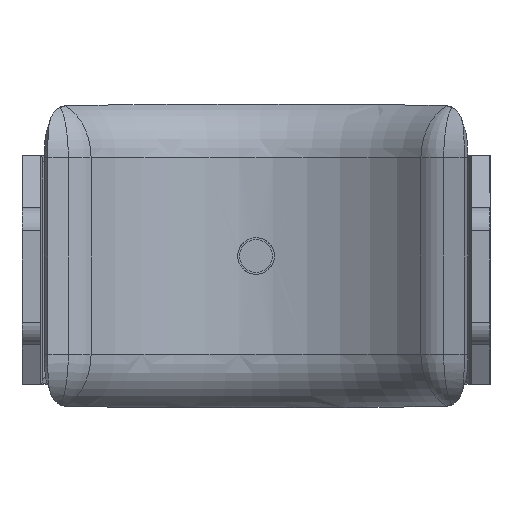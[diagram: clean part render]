
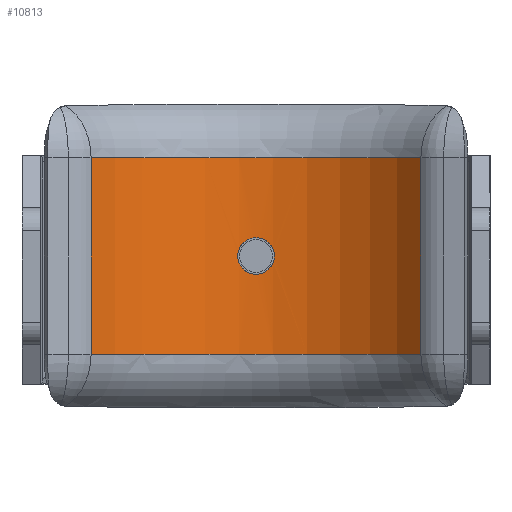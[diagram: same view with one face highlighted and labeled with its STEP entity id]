
A CAD part, front view. The second image highlights one B-rep face of the part: STEP entity #10813.
In plain terms, the highlighted cylindrical face has radius 23 mm (diameter 46 mm), a partial arc.
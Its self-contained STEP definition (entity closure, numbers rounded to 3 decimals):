
#124 = CARTESIAN_POINT ( 'NONE',  ( 1.228, 10.835, -1.6 ) ) ;
#203 = CARTESIAN_POINT ( 'NONE',  ( -0.262, 10.866, 1.987 ) ) ;
#230 = DIRECTION ( 'NONE',  ( 0., 0., 1. ) ) ;
#283 = CARTESIAN_POINT ( 'NONE',  ( -0.52, 10.862, -1.936 ) ) ;
#356 = CARTESIAN_POINT ( 'NONE',  ( 1.59, 10.812, -1.221 ) ) ;
#378 = DIRECTION ( 'NONE',  ( 0., 0., 1. ) ) ;
#384 = DIRECTION ( 'NONE',  ( 1., 0., 0. ) ) ;
#435 = CARTESIAN_POINT ( 'NONE',  ( 1.231, 10.835, 1.598 ) ) ;
#515 = CARTESIAN_POINT ( 'NONE',  ( 1.737, 10.802, 1. ) ) ;
#1237 = CARTESIAN_POINT ( 'NONE',  ( -1.219, 10.835, 1.591 ) ) ;
#1467 = CARTESIAN_POINT ( 'NONE',  ( -0.887, 10.85, -1.797 ) ) ;
#1579 = EDGE_CURVE ( 'NONE', #15372, #15372, #4213, .T. ) ;
#1877 = VERTEX_POINT ( 'NONE', #15286 ) ;
#1942 = CARTESIAN_POINT ( 'NONE',  ( 1.507, 10.818, 1.321 ) ) ;
#2011 = CARTESIAN_POINT ( 'NONE',  ( 0., -12.133, -10.717 ) ) ;
#2421 = CARTESIAN_POINT ( 'NONE',  ( 0., 10.867, 2. ) ) ;
#2472 = CARTESIAN_POINT ( 'NONE',  ( 17.973, 2.219, -10.717 ) ) ;
#2498 = CARTESIAN_POINT ( 'NONE',  ( -2., 10.78, -0.129 ) ) ;
#2504 = EDGE_CURVE ( 'NONE', #8493, #1877, #14905, .T. ) ;
#2808 = ORIENTED_EDGE ( 'NONE', *, *, #2504, .T. ) ;
#2856 = CIRCLE ( 'NONE', #6401, 23. ) ;
#2964 = CARTESIAN_POINT ( 'NONE',  ( 0.527, 10.862, 1.947 ) ) ;
#3132 = CARTESIAN_POINT ( 'NONE',  ( 1.987, 10.781, -0.264 ) ) ;
#3187 = ORIENTED_EDGE ( 'NONE', *, *, #11187, .T. ) ;
#3505 = DIRECTION ( 'NONE',  ( 0., 0., 1. ) ) ;
#3768 = CARTESIAN_POINT ( 'NONE',  ( -1.591, 10.812, -1.219 ) ) ;
#3841 = CARTESIAN_POINT ( 'NONE',  ( -1.322, 10.829, 1.506 ) ) ;
#3920 = CARTESIAN_POINT ( 'NONE',  ( 0.524, 10.862, -1.948 ) ) ;
#4071 = CARTESIAN_POINT ( 'NONE',  ( 1.797, 10.797, -0.889 ) ) ;
#4213 = B_SPLINE_CURVE_WITH_KNOTS ( 'NONE', 3,
 ( #2421, #8664, #203, #5031, #8508, #13403, #7553, #1237, #3841, #10887, #6375, #7472, #4873, #2498, #11123, #7324, #9857, #12307, #14659, #3768, #13481, #13555, #11198, #12151, #1467, #6299, #283, #5107, #6139, #9930, #3920, #10970, #124, #4952, #356, #10089, #4071, #12624, #10409, #3132, #14883, #12785, #13791, #10334, #8901, #11282, #515, #13704, #1942, #435, #15210, #2964, #7711, #13946 ),
 .UNSPECIFIED., .T., .F.,
 ( 4, 2, 2, 2, 2, 2, 2, 2, 2, 2, 2, 2, 2, 2, 2, 2, 2, 2, 2, 2, 2, 2, 2, 2, 2, 2, 4 ),
 ( 0., 0., 0.001, 0.001, 0.002, 0.002, 0.003, 0.004, 0.004, 0.004, 0.005, 0.005, 0.005, 0.006, 0.006, 0.007, 0.008, 0.008, 0.009, 0.009, 0.009, 0.01, 0.01, 0.011, 0.011, 0.012, 0.013 ),
 .UNSPECIFIED. ) ;
#4364 = FACE_BOUND ( 'NONE', #7846, .T. ) ;
#4604 = EDGE_CURVE ( 'NONE', #8493, #5092, #2856, .T. ) ;
#4873 = CARTESIAN_POINT ( 'NONE',  ( -2., 10.78, 0.262 ) ) ;
#4952 = CARTESIAN_POINT ( 'NONE',  ( 1.505, 10.818, -1.323 ) ) ;
#5031 = CARTESIAN_POINT ( 'NONE',  ( -0.518, 10.862, 1.936 ) ) ;
#5092 = VERTEX_POINT ( 'NONE', #15324 ) ;
#5107 = CARTESIAN_POINT ( 'NONE',  ( -0.264, 10.866, -1.987 ) ) ;
#5316 = CYLINDRICAL_SURFACE ( 'NONE', #6749, 23. ) ;
#5554 = FACE_OUTER_BOUND ( 'NONE', #8460, .T. ) ;
#6139 = CARTESIAN_POINT ( 'NONE',  ( -0.131, 10.867, -2. ) ) ;
#6299 = CARTESIAN_POINT ( 'NONE',  ( -0.645, 10.858, -1.898 ) ) ;
#6375 = CARTESIAN_POINT ( 'NONE',  ( -1.748, 10.801, 1.007 ) ) ;
#6397 = CARTESIAN_POINT ( 'NONE',  ( -17.973, 2.219, -17.5 ) ) ;
#6401 = AXIS2_PLACEMENT_3D ( 'NONE', #2011, #3505, #15435 ) ;
#6663 = DIRECTION ( 'NONE',  ( 0., 0., 1. ) ) ;
#6749 = AXIS2_PLACEMENT_3D ( 'NONE', #10381, #6663, #11494 ) ;
#7324 = CARTESIAN_POINT ( 'NONE',  ( -1.936, 10.785, -0.519 ) ) ;
#7342 = VECTOR ( 'NONE', #378, 1000. ) ;
#7472 = CARTESIAN_POINT ( 'NONE',  ( -1.947, 10.785, 0.525 ) ) ;
#7553 = CARTESIAN_POINT ( 'NONE',  ( -1.002, 10.845, 1.736 ) ) ;
#7711 = CARTESIAN_POINT ( 'NONE',  ( 0.264, 10.867, 2. ) ) ;
#7846 = EDGE_LOOP ( 'NONE', ( #9402 ) ) ;
#8460 = EDGE_LOOP ( 'NONE', ( #9917, #9812, #2808, #3187 ) ) ;
#8493 = VERTEX_POINT ( 'NONE', #2472 ) ;
#8508 = CARTESIAN_POINT ( 'NONE',  ( -0.645, 10.858, 1.898 ) ) ;
#8664 = CARTESIAN_POINT ( 'NONE',  ( -0.132, 10.867, 2. ) ) ;
#8901 = CARTESIAN_POINT ( 'NONE',  ( 1.898, 10.789, 0.643 ) ) ;
#9402 = ORIENTED_EDGE ( 'NONE', *, *, #1579, .F. ) ;
#9781 = AXIS2_PLACEMENT_3D ( 'NONE', #11073, #230, #384 ) ;
#9812 = ORIENTED_EDGE ( 'NONE', *, *, #4604, .F. ) ;
#9857 = CARTESIAN_POINT ( 'NONE',  ( -1.898, 10.789, -0.643 ) ) ;
#9917 = ORIENTED_EDGE ( 'NONE', *, *, #15334, .F. ) ;
#9930 = CARTESIAN_POINT ( 'NONE',  ( 0.26, 10.867, -2. ) ) ;
#10089 = CARTESIAN_POINT ( 'NONE',  ( 1.735, 10.802, -1.003 ) ) ;
#10334 = CARTESIAN_POINT ( 'NONE',  ( 1.937, 10.785, 0.516 ) ) ;
#10381 = CARTESIAN_POINT ( 'NONE',  ( 0., -12.133, -17.5 ) ) ;
#10409 = CARTESIAN_POINT ( 'NONE',  ( 1.936, 10.785, -0.52 ) ) ;
#10813 = ADVANCED_FACE ( 'NONE', ( #4364, #5554 ), #5316, .F. ) ;
#10887 = CARTESIAN_POINT ( 'NONE',  ( -1.599, 10.812, 1.23 ) ) ;
#10966 = VECTOR ( 'NONE', #15075, 1000. ) ;
#10970 = CARTESIAN_POINT ( 'NONE',  ( 1.005, 10.846, -1.749 ) ) ;
#11073 = CARTESIAN_POINT ( 'NONE',  ( 0., -12.133, 10.717 ) ) ;
#11123 = CARTESIAN_POINT ( 'NONE',  ( -1.987, 10.781, -0.262 ) ) ;
#11187 = EDGE_CURVE ( 'NONE', #1877, #14879, #13061, .T. ) ;
#11198 = CARTESIAN_POINT ( 'NONE',  ( -1.221, 10.835, -1.59 ) ) ;
#11282 = CARTESIAN_POINT ( 'NONE',  ( 1.798, 10.797, 0.886 ) ) ;
#11494 = DIRECTION ( 'NONE',  ( 1., 0., 0. ) ) ;
#11847 = CARTESIAN_POINT ( 'NONE',  ( -17.973, 2.219, 10.717 ) ) ;
#12151 = CARTESIAN_POINT ( 'NONE',  ( -1.004, 10.845, -1.735 ) ) ;
#12307 = CARTESIAN_POINT ( 'NONE',  ( -1.798, 10.797, -0.885 ) ) ;
#12405 = CARTESIAN_POINT ( 'NONE',  ( 17.973, 2.219, -17.5 ) ) ;
#12624 = CARTESIAN_POINT ( 'NONE',  ( 1.897, 10.789, -0.647 ) ) ;
#12785 = CARTESIAN_POINT ( 'NONE',  ( 2., 10.78, 0.13 ) ) ;
#12871 = CARTESIAN_POINT ( 'NONE',  ( 0., 10.867, 2. ) ) ;
#13061 = CIRCLE ( 'NONE', #9781, 23. ) ;
#13403 = CARTESIAN_POINT ( 'NONE',  ( -0.887, 10.85, 1.797 ) ) ;
#13481 = CARTESIAN_POINT ( 'NONE',  ( -1.508, 10.818, -1.32 ) ) ;
#13555 = CARTESIAN_POINT ( 'NONE',  ( -1.322, 10.829, -1.507 ) ) ;
#13704 = CARTESIAN_POINT ( 'NONE',  ( 1.592, 10.812, 1.218 ) ) ;
#13791 = CARTESIAN_POINT ( 'NONE',  ( 1.987, 10.781, 0.26 ) ) ;
#13898 = LINE ( 'NONE', #6397, #10966 ) ;
#13946 = CARTESIAN_POINT ( 'NONE',  ( 0., 10.867, 2. ) ) ;
#14659 = CARTESIAN_POINT ( 'NONE',  ( -1.736, 10.802, -1.002 ) ) ;
#14879 = VERTEX_POINT ( 'NONE', #11847 ) ;
#14883 = CARTESIAN_POINT ( 'NONE',  ( 2., 10.78, -0.134 ) ) ;
#14905 = LINE ( 'NONE', #12405, #7342 ) ;
#15075 = DIRECTION ( 'NONE',  ( 0., 0., 1. ) ) ;
#15210 = CARTESIAN_POINT ( 'NONE',  ( 1.008, 10.846, 1.747 ) ) ;
#15286 = CARTESIAN_POINT ( 'NONE',  ( 17.973, 2.219, 10.717 ) ) ;
#15324 = CARTESIAN_POINT ( 'NONE',  ( -17.973, 2.219, -10.717 ) ) ;
#15334 = EDGE_CURVE ( 'NONE', #5092, #14879, #13898, .T. ) ;
#15372 = VERTEX_POINT ( 'NONE', #12871 ) ;
#15435 = DIRECTION ( 'NONE',  ( 1., 0., 0. ) ) ;
